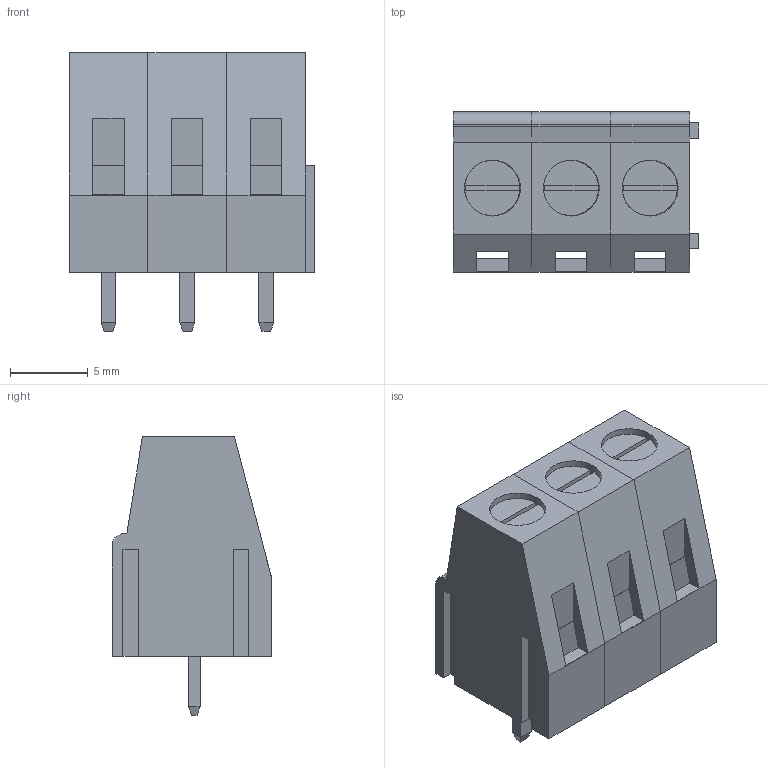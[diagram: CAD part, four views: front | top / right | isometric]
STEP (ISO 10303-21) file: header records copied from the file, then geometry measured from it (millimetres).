
FILE_DESCRIPTION(('HOOPS Exchange Step'),'2;1');
FILE_NAME('1b89b96f118488142c27d7ea39ca065220200427-3370-1ay8p8i.SLDPRT.step','2020-04-27T03:09:00+00:00',('converter2'),('Unknown organisation'),'HOOPS Exchange 2019.2','HOOPS Exchange','Unknown authorisation');
FILE_SCHEMA( ('AUTOMOTIVE_DESIGN { 1 0 10303 214 1 1 1 1 }') );
Length unit declared in the file: millimetre
Products named in the file (2): Default; 1b89b96f118488142c27d7ea39ca065220200427-3370-1ay8p8i
Assembly tree (1 placements, depth 2):
  1b89b96f118488142c27d7ea39ca065220200427-3370-1ay8p8i
    Default
Bounding box: 15.84 x 10.3 x 17.95 mm (x, y, z)
Volume: 1427.5 mm3; surface area: 2787.7 mm2
Topology: 12 solids, 12 shells, 258 faces, 678 edges, 441 vertices
Faces by surface type: plane 243, cylinder 15
Full cylindrical faces by diameter (mm): 3.5 x3, 3.6 x3
Entity records: 7938 total; most frequent: CARTESIAN_POINT 1380, ORIENTED_EDGE 1356, DIRECTION 1260, EDGE_CURVE 678, VECTOR 618, LINE 618, VERTEX_POINT 441, AXIS2_PLACEMENT_3D 321
